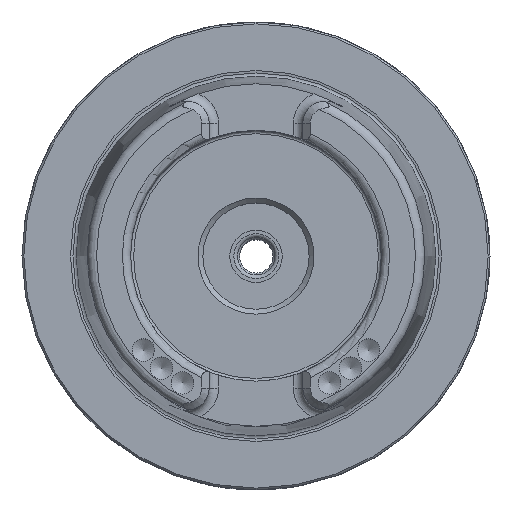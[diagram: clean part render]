
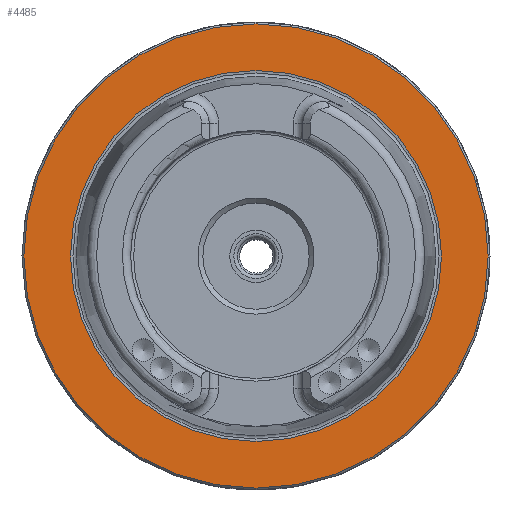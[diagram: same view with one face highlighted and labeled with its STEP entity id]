
A CAD part, top view. The second image highlights one B-rep face of the part: STEP entity #4485.
In plain terms, the highlighted planar face has unit normal (0, 0, 1).
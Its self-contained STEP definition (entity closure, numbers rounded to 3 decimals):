
#395=PLANE('',#4797);
#842=ORIENTED_EDGE('',*,*,#1408,.T.);
#843=ORIENTED_EDGE('',*,*,#1409,.F.);
#1408=EDGE_CURVE('',#1737,#1737,#1979,.T.);
#1409=EDGE_CURVE('',#1738,#1738,#1980,.T.);
#1737=VERTEX_POINT('',#6557);
#1738=VERTEX_POINT('',#6560);
#1979=CIRCLE('',#4796,62.);
#1980=CIRCLE('',#4798,49.536);
#2238=EDGE_LOOP('',(#842));
#2239=EDGE_LOOP('',(#843));
#2589=FACE_BOUND('',#2238,.T.);
#2590=FACE_BOUND('',#2239,.T.);
#4485=ADVANCED_FACE('',(#2589,#2590),#395,.T.);
#4796=AXIS2_PLACEMENT_3D('',#6556,#5466,#5467);
#4797=AXIS2_PLACEMENT_3D('',#6558,#5468,#5469);
#4798=AXIS2_PLACEMENT_3D('',#6559,#5470,#5471);
#5466=DIRECTION('',(0.,0.,1.));
#5467=DIRECTION('',(1.,0.,0.));
#5468=DIRECTION('',(0.,0.,1.));
#5469=DIRECTION('',(1.,0.,0.));
#5470=DIRECTION('',(0.,0.,1.));
#5471=DIRECTION('',(1.,0.,0.));
#6556=CARTESIAN_POINT('',(0.,0.,0.));
#6557=CARTESIAN_POINT('',(62.,0.,0.));
#6558=CARTESIAN_POINT('',(62.,0.,0.));
#6559=CARTESIAN_POINT('',(0.,0.,0.));
#6560=CARTESIAN_POINT('',(49.536,0.,0.));
